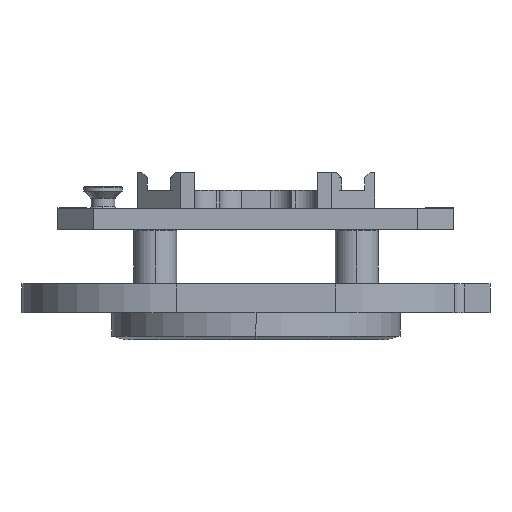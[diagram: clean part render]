
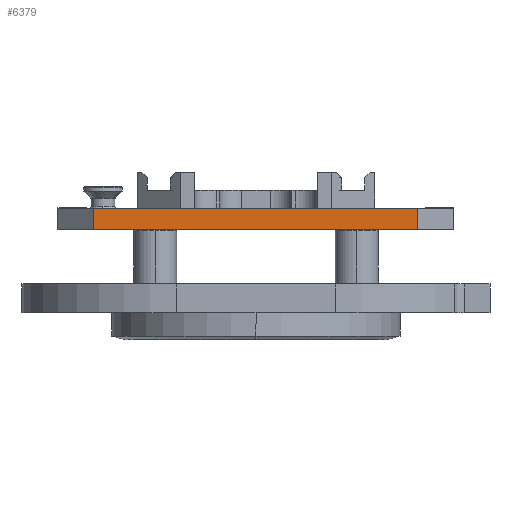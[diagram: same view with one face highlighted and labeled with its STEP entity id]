
A CAD part, left-side view. The second image highlights one B-rep face of the part: STEP entity #6379.
In plain terms, the highlighted planar face has unit normal (-1, 0, 0).
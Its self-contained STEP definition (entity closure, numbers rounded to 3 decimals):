
#127 = VERTEX_POINT ( 'NONE', #5192 ) ;
#162 = FACE_OUTER_BOUND ( 'NONE', #11955, .T. ) ;
#318 = LINE ( 'NONE', #5918, #12522 ) ;
#1269 = AXIS2_PLACEMENT_3D ( 'NONE', #4672, #4540, #4629 ) ;
#1493 = VERTEX_POINT ( 'NONE', #6810 ) ;
#1855 = DIRECTION ( 'NONE',  ( 0., -1., 0. ) ) ;
#1950 = VECTOR ( 'NONE', #1855, 1000. ) ;
#2777 = VERTEX_POINT ( 'NONE', #10120 ) ;
#3024 = EDGE_CURVE ( 'NONE', #127, #1493, #6769, .T. ) ;
#3548 = VERTEX_POINT ( 'NONE', #5795 ) ;
#3644 = PLANE ( 'NONE',  #1269 ) ;
#3765 = ORIENTED_EDGE ( 'NONE', *, *, #6635, .F. ) ;
#4142 = LINE ( 'NONE', #12718, #6863 ) ;
#4540 = DIRECTION ( 'NONE',  ( -1., 0., 0. ) ) ;
#4629 = DIRECTION ( 'NONE',  ( 0., -1., 0. ) ) ;
#4672 = CARTESIAN_POINT ( 'NONE',  ( -82., -55., 0. ) ) ;
#5192 = CARTESIAN_POINT ( 'NONE',  ( -82., 45., 6. ) ) ;
#5795 = CARTESIAN_POINT ( 'NONE',  ( -82., -45., 0. ) ) ;
#5810 = CARTESIAN_POINT ( 'NONE',  ( -82., 0., 6. ) ) ;
#5918 = CARTESIAN_POINT ( 'NONE',  ( -82., -45., 0. ) ) ;
#5949 = VECTOR ( 'NONE', #8247, 1000. ) ;
#6100 = ORIENTED_EDGE ( 'NONE', *, *, #3024, .F. ) ;
#6155 = ORIENTED_EDGE ( 'NONE', *, *, #11210, .T. ) ;
#6379 = ADVANCED_FACE ( 'NONE', ( #162 ), #3644, .T. ) ;
#6635 = EDGE_CURVE ( 'NONE', #1493, #3548, #318, .T. ) ;
#6769 = LINE ( 'NONE', #5810, #1950 ) ;
#6810 = CARTESIAN_POINT ( 'NONE',  ( -82., -45., 6. ) ) ;
#6863 = VECTOR ( 'NONE', #7242, 1000. ) ;
#6950 = DIRECTION ( 'NONE',  ( 0., 0., -1. ) ) ;
#7242 = DIRECTION ( 'NONE',  ( 0., 0., -1. ) ) ;
#7474 = EDGE_CURVE ( 'NONE', #127, #2777, #4142, .T. ) ;
#8021 = ORIENTED_EDGE ( 'NONE', *, *, #7474, .T. ) ;
#8247 = DIRECTION ( 'NONE',  ( 0., -1., 0. ) ) ;
#9010 = LINE ( 'NONE', #11394, #5949 ) ;
#10120 = CARTESIAN_POINT ( 'NONE',  ( -82., 45., 0. ) ) ;
#11210 = EDGE_CURVE ( 'NONE', #2777, #3548, #9010, .T. ) ;
#11394 = CARTESIAN_POINT ( 'NONE',  ( -82., -55., 0. ) ) ;
#11955 = EDGE_LOOP ( 'NONE', ( #8021, #6155, #3765, #6100 ) ) ;
#12522 = VECTOR ( 'NONE', #6950, 1000. ) ;
#12718 = CARTESIAN_POINT ( 'NONE',  ( -82., 45., 0. ) ) ;
